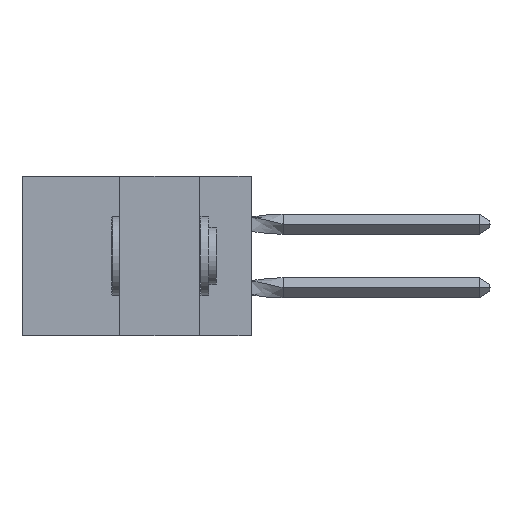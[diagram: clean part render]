
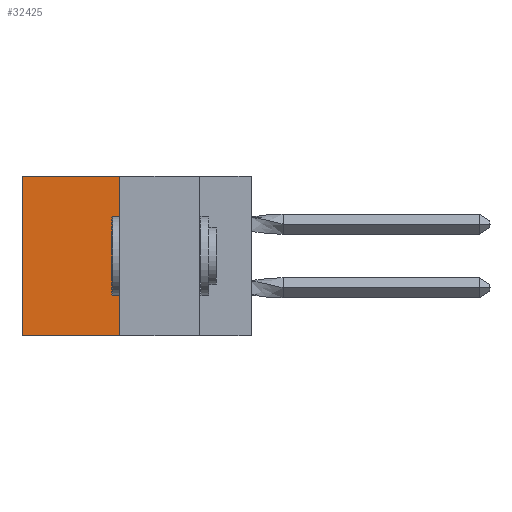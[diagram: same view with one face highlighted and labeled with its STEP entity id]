
A CAD part, left-side view. The second image highlights one B-rep face of the part: STEP entity #32425.
In plain terms, the highlighted planar face has unit normal (-1, 0, 0).
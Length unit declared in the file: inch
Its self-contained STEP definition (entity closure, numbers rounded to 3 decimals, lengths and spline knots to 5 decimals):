
#1079 = CARTESIAN_POINT ( 'NONE',  ( 0.305, 0.72, 0. ) ) ;
#1975 = EDGE_CURVE ( 'NONE', #13014, #3593, #17528, .T. ) ;
#2646 = EDGE_LOOP ( 'NONE', ( #18969, #10714, #4060, #28136 ) ) ;
#3480 = AXIS2_PLACEMENT_3D ( 'NONE', #30750, #25366, #20132 ) ;
#3593 = VERTEX_POINT ( 'NONE', #14597 ) ;
#4060 = ORIENTED_EDGE ( 'NONE', *, *, #27859, .F. ) ;
#6661 = VECTOR ( 'NONE', #7527, 39.37008 ) ;
#7423 = CARTESIAN_POINT ( 'NONE',  ( 0.305, 0.413, 0. ) ) ;
#7527 = DIRECTION ( 'NONE',  ( 0., 1., 0. ) ) ;
#8780 = CARTESIAN_POINT ( 'NONE',  ( 0.305, 0.413, -0.5 ) ) ;
#9541 = VECTOR ( 'NONE', #12618, 39.37008 ) ;
#10714 = ORIENTED_EDGE ( 'NONE', *, *, #20086, .F. ) ;
#12618 = DIRECTION ( 'NONE',  ( 0., 1., 0. ) ) ;
#13014 = VERTEX_POINT ( 'NONE', #1079 ) ;
#14597 = CARTESIAN_POINT ( 'NONE',  ( 0.305, 0.72, -0.5 ) ) ;
#14770 = EDGE_CURVE ( 'NONE', #29672, #13014, #17373, .T. ) ;
#15637 = CARTESIAN_POINT ( 'NONE',  ( 0.305, 0.413, 0. ) ) ;
#17373 = LINE ( 'NONE', #7423, #6661 ) ;
#17528 = LINE ( 'NONE', #17795, #21065 ) ;
#17589 = CARTESIAN_POINT ( 'NONE',  ( 0.305, 0.413, -0.5 ) ) ;
#17795 = CARTESIAN_POINT ( 'NONE',  ( 0.305, 0.72, -0.5 ) ) ;
#18969 = ORIENTED_EDGE ( 'NONE', *, *, #1975, .T. ) ;
#20009 = PLANE ( 'NONE',  #3480 ) ;
#20086 = EDGE_CURVE ( 'NONE', #27429, #3593, #24622, .T. ) ;
#20132 = DIRECTION ( 'NONE',  ( 0., 0., -1. ) ) ;
#21065 = VECTOR ( 'NONE', #28010, 39.37008 ) ;
#22779 = DIRECTION ( 'NONE',  ( 0., 0., -1. ) ) ;
#22925 = CARTESIAN_POINT ( 'NONE',  ( 0.305, 0.413, -0.5 ) ) ;
#24622 = LINE ( 'NONE', #22925, #9541 ) ;
#25366 = DIRECTION ( 'NONE',  ( 1., 0., 0. ) ) ;
#27429 = VERTEX_POINT ( 'NONE', #8780 ) ;
#27859 = EDGE_CURVE ( 'NONE', #29672, #27429, #28401, .T. ) ;
#28010 = DIRECTION ( 'NONE',  ( 0., 0., -1. ) ) ;
#28136 = ORIENTED_EDGE ( 'NONE', *, *, #14770, .T. ) ;
#28401 = LINE ( 'NONE', #17589, #31996 ) ;
#29617 = FACE_OUTER_BOUND ( 'NONE', #2646, .T. ) ;
#29672 = VERTEX_POINT ( 'NONE', #15637 ) ;
#30750 = CARTESIAN_POINT ( 'NONE',  ( 0.305, 0.413, -0.5 ) ) ;
#31996 = VECTOR ( 'NONE', #22779, 39.37008 ) ;
#32425 = ADVANCED_FACE ( 'NONE', ( #29617 ), #20009, .F. ) ;
